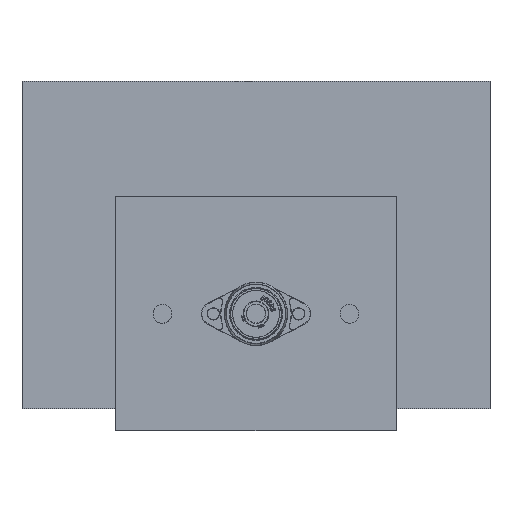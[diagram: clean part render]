
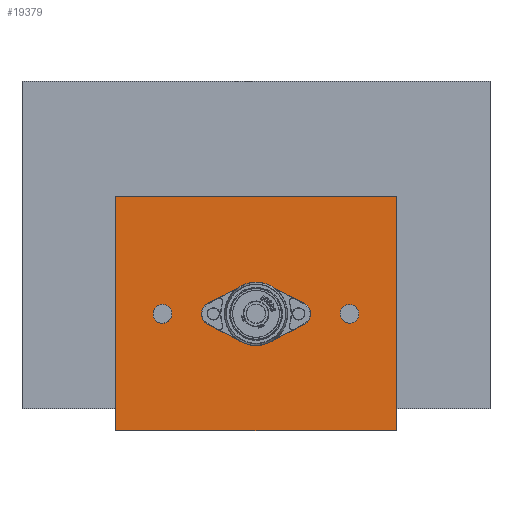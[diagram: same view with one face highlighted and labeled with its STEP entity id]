
A CAD part, top view. The second image highlights one B-rep face of the part: STEP entity #19379.
In plain terms, the highlighted planar face has unit normal (0, 0, 1).
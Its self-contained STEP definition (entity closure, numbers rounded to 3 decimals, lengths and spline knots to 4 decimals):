
#283=(
BOUNDED_CURVE()
B_SPLINE_CURVE(3,(#34557,#34558,#34559,#34560),.UNSPECIFIED.,.F.,.F.)
B_SPLINE_CURVE_WITH_KNOTS((4,4),(0.,1.),
 .UNSPECIFIED.)
CURVE()
GEOMETRIC_REPRESENTATION_ITEM()
RATIONAL_B_SPLINE_CURVE((0.957,0.883,0.883,
0.957))
REPRESENTATION_ITEM('')
);
#284=(
BOUNDED_CURVE()
B_SPLINE_CURVE(3,(#34564,#34565,#34566,#34567),.UNSPECIFIED.,.F.,.F.)
B_SPLINE_CURVE_WITH_KNOTS((4,4),(0.,1.),.UNSPECIFIED.)
CURVE()
GEOMETRIC_REPRESENTATION_ITEM()
RATIONAL_B_SPLINE_CURVE((0.957,0.865,0.865,
0.957))
REPRESENTATION_ITEM('')
);
#285=(
BOUNDED_CURVE()
B_SPLINE_CURVE(3,(#34569,#34570,#34571,#34572),.UNSPECIFIED.,.F.,.F.)
B_SPLINE_CURVE_WITH_KNOTS((4,4),(0.,1.),.UNSPECIFIED.)
CURVE()
GEOMETRIC_REPRESENTATION_ITEM()
RATIONAL_B_SPLINE_CURVE((0.957,0.865,0.865,
0.957))
REPRESENTATION_ITEM('')
);
#286=(
BOUNDED_CURVE()
B_SPLINE_CURVE(3,(#34576,#34577,#34578,#34579),.UNSPECIFIED.,.F.,.F.)
B_SPLINE_CURVE_WITH_KNOTS((4,4),(0.,1.),
 .UNSPECIFIED.)
CURVE()
GEOMETRIC_REPRESENTATION_ITEM()
RATIONAL_B_SPLINE_CURVE((0.957,0.883,0.883,
0.957))
REPRESENTATION_ITEM('')
);
#287=(
BOUNDED_CURVE()
B_SPLINE_CURVE(3,(#34582,#34583,#34584,#34585),.UNSPECIFIED.,.F.,.F.)
B_SPLINE_CURVE_WITH_KNOTS((4,4),(0.,1.),.UNSPECIFIED.)
CURVE()
GEOMETRIC_REPRESENTATION_ITEM()
RATIONAL_B_SPLINE_CURVE((0.957,0.616,0.616,
0.957))
REPRESENTATION_ITEM('')
);
#686=PLANE('',#20772);
#936=FACE_BOUND('',#2666,.T.);
#937=FACE_BOUND('',#2667,.T.);
#938=FACE_BOUND('',#2668,.T.);
#1566=FACE_OUTER_BOUND('',#2665,.T.);
#2665=EDGE_LOOP('',(#15503,#15504,#15505,#15506));
#2666=EDGE_LOOP('',(#15507,#15508));
#2667=EDGE_LOOP('',(#15509,#15510));
#2668=EDGE_LOOP('',(#15511,#15512,#15513,#15514,#15515,#15516,#15517,#15518,
#15519));
#3396=CIRCLE('',#20428,0.1575);
#3397=CIRCLE('',#20429,0.1575);
#3403=CIRCLE('',#20438,0.1575);
#3404=CIRCLE('',#20439,0.1575);
#5310=LINE('',#34485,#7099);
#5313=LINE('',#34490,#7102);
#5315=LINE('',#34494,#7104);
#5316=LINE('',#34496,#7105);
#5324=LINE('',#34555,#7113);
#5325=LINE('',#34562,#7114);
#5326=LINE('',#34574,#7115);
#5327=LINE('',#34581,#7116);
#7099=VECTOR('',#24319,0.3937);
#7102=VECTOR('',#24324,0.3937);
#7104=VECTOR('',#24328,0.3937);
#7105=VECTOR('',#24331,0.3937);
#7113=VECTOR('',#24355,0.3937);
#7114=VECTOR('',#24356,0.3937);
#7115=VECTOR('',#24357,0.3937);
#7116=VECTOR('',#24358,0.3937);
#8589=VERTEX_POINT('',#30171);
#8590=VERTEX_POINT('',#30173);
#8598=VERTEX_POINT('',#30195);
#8599=VERTEX_POINT('',#30197);
#8774=VERTEX_POINT('',#34482);
#8775=VERTEX_POINT('',#34484);
#8776=VERTEX_POINT('',#34488);
#8777=VERTEX_POINT('',#34492);
#8791=VERTEX_POINT('',#34553);
#8792=VERTEX_POINT('',#34554);
#8793=VERTEX_POINT('',#34556);
#8794=VERTEX_POINT('',#34561);
#8795=VERTEX_POINT('',#34563);
#8796=VERTEX_POINT('',#34568);
#8797=VERTEX_POINT('',#34573);
#8798=VERTEX_POINT('',#34575);
#8799=VERTEX_POINT('',#34580);
#10713=EDGE_CURVE('',#8590,#8589,#3396,.T.);
#10714=EDGE_CURVE('',#8589,#8590,#3397,.T.);
#10725=EDGE_CURVE('',#8599,#8598,#3403,.T.);
#10726=EDGE_CURVE('',#8598,#8599,#3404,.T.);
#11141=EDGE_CURVE('',#8775,#8774,#5310,.T.);
#11144=EDGE_CURVE('',#8774,#8776,#5313,.T.);
#11146=EDGE_CURVE('',#8776,#8777,#5315,.T.);
#11147=EDGE_CURVE('',#8777,#8775,#5316,.T.);
#11164=EDGE_CURVE('',#8791,#8792,#5324,.T.);
#11165=EDGE_CURVE('',#8793,#8791,#283,.T.);
#11166=EDGE_CURVE('',#8794,#8793,#5325,.T.);
#11167=EDGE_CURVE('',#8795,#8794,#284,.T.);
#11168=EDGE_CURVE('',#8796,#8795,#285,.T.);
#11169=EDGE_CURVE('',#8797,#8796,#5326,.T.);
#11170=EDGE_CURVE('',#8798,#8797,#286,.T.);
#11171=EDGE_CURVE('',#8799,#8798,#5327,.T.);
#11172=EDGE_CURVE('',#8792,#8799,#287,.T.);
#15503=ORIENTED_EDGE('',*,*,#11141,.T.);
#15504=ORIENTED_EDGE('',*,*,#11144,.T.);
#15505=ORIENTED_EDGE('',*,*,#11146,.T.);
#15506=ORIENTED_EDGE('',*,*,#11147,.T.);
#15507=ORIENTED_EDGE('',*,*,#10725,.T.);
#15508=ORIENTED_EDGE('',*,*,#10726,.T.);
#15509=ORIENTED_EDGE('',*,*,#10713,.T.);
#15510=ORIENTED_EDGE('',*,*,#10714,.T.);
#15511=ORIENTED_EDGE('',*,*,#11164,.F.);
#15512=ORIENTED_EDGE('',*,*,#11165,.F.);
#15513=ORIENTED_EDGE('',*,*,#11166,.F.);
#15514=ORIENTED_EDGE('',*,*,#11167,.F.);
#15515=ORIENTED_EDGE('',*,*,#11168,.F.);
#15516=ORIENTED_EDGE('',*,*,#11169,.F.);
#15517=ORIENTED_EDGE('',*,*,#11170,.F.);
#15518=ORIENTED_EDGE('',*,*,#11171,.F.);
#15519=ORIENTED_EDGE('',*,*,#11172,.F.);
#19379=ADVANCED_FACE('',(#1566,#936,#937,#938),#686,.T.);
#20428=AXIS2_PLACEMENT_3D('',#30174,#23358,#23359);
#20429=AXIS2_PLACEMENT_3D('',#30175,#23360,#23361);
#20438=AXIS2_PLACEMENT_3D('',#30198,#23383,#23384);
#20439=AXIS2_PLACEMENT_3D('',#30199,#23385,#23386);
#20772=AXIS2_PLACEMENT_3D('',#34552,#24353,#24354);
#23358=DIRECTION('center_axis',(0.,0.,
-1.));
#23359=DIRECTION('ref_axis',(-1.,0.,0.));
#23360=DIRECTION('center_axis',(0.,0.,
-1.));
#23361=DIRECTION('ref_axis',(-1.,0.,0.));
#23383=DIRECTION('center_axis',(0.,0.,
-1.));
#23384=DIRECTION('ref_axis',(-1.,0.,0.));
#23385=DIRECTION('center_axis',(0.,0.,
-1.));
#23386=DIRECTION('ref_axis',(-1.,0.,0.));
#24319=DIRECTION('',(1.,0.,0.));
#24324=DIRECTION('',(0.,1.,0.));
#24328=DIRECTION('',(-1.,0.,0.));
#24331=DIRECTION('',(0.,-1.,0.));
#24353=DIRECTION('center_axis',(0.,0.,
1.));
#24354=DIRECTION('ref_axis',(1.,0.,0.));
#24355=DIRECTION('',(0.885,0.466,0.));
#24356=DIRECTION('',(0.885,-0.466,0.));
#24357=DIRECTION('',(-0.885,-0.466,0.));
#24358=DIRECTION('',(-0.885,0.466,0.));
#30171=CARTESIAN_POINT('',(-0.4999,0.1367,8.2283));
#30173=CARTESIAN_POINT('',(-0.4997,0.1288,8.2283));
#30174=CARTESIAN_POINT('Origin',(-0.6572,0.1288,8.2283));
#30175=CARTESIAN_POINT('Origin',(-0.6572,0.1288,8.2283));
#30195=CARTESIAN_POINT('',(2.3364,0.107,8.2283));
#30197=CARTESIAN_POINT('',(2.6499,0.1288,8.2283));
#30198=CARTESIAN_POINT('Origin',(2.4924,0.1288,8.2283));
#30199=CARTESIAN_POINT('Origin',(2.4924,0.1288,8.2283));
#34482=CARTESIAN_POINT('',(3.2798,-1.8397,8.2283));
#34484=CARTESIAN_POINT('',(-1.4446,-1.8397,8.2283));
#34485=CARTESIAN_POINT('',(-1.4446,-1.8397,8.2283));
#34488=CARTESIAN_POINT('',(3.2798,2.0973,8.2283));
#34490=CARTESIAN_POINT('',(3.2798,-1.8397,8.2283));
#34492=CARTESIAN_POINT('',(-1.4446,2.0973,8.2283));
#34494=CARTESIAN_POINT('',(3.2798,2.0973,8.2283));
#34496=CARTESIAN_POINT('',(-1.4446,2.0973,8.2283));
#34552=CARTESIAN_POINT('Origin',(0.9176,0.1288,8.2283));
#34553=CARTESIAN_POINT('',(1.1633,-0.338,8.2283));
#34554=CARTESIAN_POINT('',(1.7259,-0.0419,8.2283));
#34555=CARTESIAN_POINT('',(1.4446,-0.1899,8.2283));
#34556=CARTESIAN_POINT('',(0.6719,-0.338,8.2283));
#34557=CARTESIAN_POINT('Ctrl Pts',(0.6719,-0.338,
8.2283));
#34558=CARTESIAN_POINT('Ctrl Pts',(0.8289,-0.4206,
8.2283));
#34559=CARTESIAN_POINT('Ctrl Pts',(1.0063,-0.4206,8.2283));
#34560=CARTESIAN_POINT('Ctrl Pts',(1.1633,-0.338,
8.2283));
#34561=CARTESIAN_POINT('',(0.1092,-0.0419,8.2283));
#34562=CARTESIAN_POINT('',(0.3906,-0.1899,8.2283));
#34563=CARTESIAN_POINT('',(0.0062,0.1288,8.2283));
#34564=CARTESIAN_POINT('Ctrl Pts',(0.0062,0.1288,
8.2283));
#34565=CARTESIAN_POINT('Ctrl Pts',(0.0062,0.0553,
8.2283));
#34566=CARTESIAN_POINT('Ctrl Pts',(0.0442,-0.0076,
8.2283));
#34567=CARTESIAN_POINT('Ctrl Pts',(0.1092,-0.0419,
8.2283));
#34568=CARTESIAN_POINT('',(0.1092,0.2996,8.2283));
#34569=CARTESIAN_POINT('Ctrl Pts',(0.1092,0.2996,
8.2283));
#34570=CARTESIAN_POINT('Ctrl Pts',(0.0442,0.2653,
8.2283));
#34571=CARTESIAN_POINT('Ctrl Pts',(0.0062,0.2024,
8.2283));
#34572=CARTESIAN_POINT('Ctrl Pts',(0.0062,0.1288,
8.2283));
#34573=CARTESIAN_POINT('',(0.6719,0.5957,8.2283));
#34574=CARTESIAN_POINT('',(0.3906,0.4476,8.2283));
#34575=CARTESIAN_POINT('',(1.1633,0.5957,8.2283));
#34576=CARTESIAN_POINT('Ctrl Pts',(1.1633,0.5957,8.2283));
#34577=CARTESIAN_POINT('Ctrl Pts',(1.0063,0.6783,8.2283));
#34578=CARTESIAN_POINT('Ctrl Pts',(0.8289,0.6783,
8.2283));
#34579=CARTESIAN_POINT('Ctrl Pts',(0.6719,0.5957,8.2283));
#34580=CARTESIAN_POINT('',(1.7259,0.2996,8.2283));
#34581=CARTESIAN_POINT('',(1.4446,0.4476,8.2283));
#34582=CARTESIAN_POINT('Ctrl Pts',(1.7259,-0.0419,
8.2283));
#34583=CARTESIAN_POINT('Ctrl Pts',(1.8824,0.0405,
8.2283));
#34584=CARTESIAN_POINT('Ctrl Pts',(1.8824,0.2172,8.2283));
#34585=CARTESIAN_POINT('Ctrl Pts',(1.7259,0.2996,8.2283));
